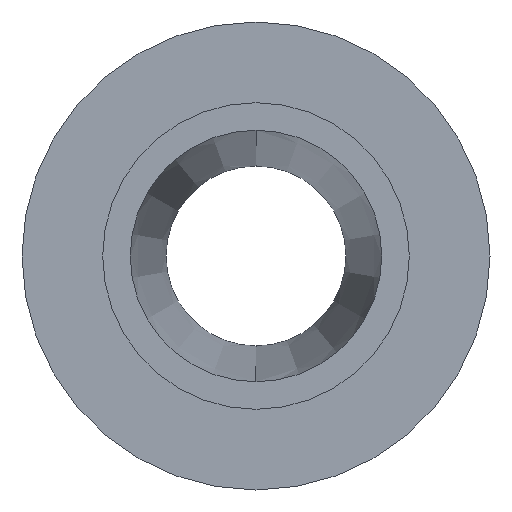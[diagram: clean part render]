
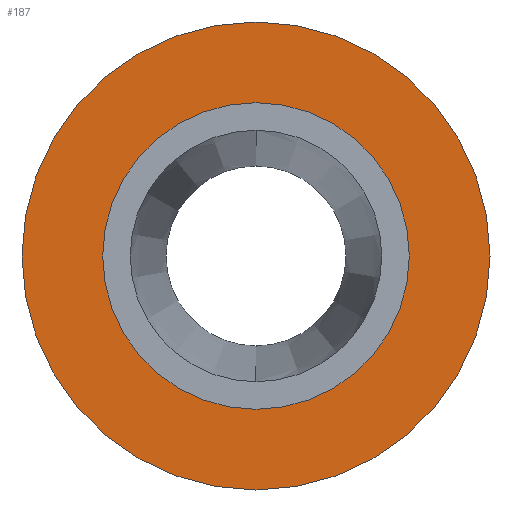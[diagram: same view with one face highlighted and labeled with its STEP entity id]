
A CAD part, left-side view. The second image highlights one B-rep face of the part: STEP entity #187.
In plain terms, the highlighted planar face has unit normal (-1, 0, 0).
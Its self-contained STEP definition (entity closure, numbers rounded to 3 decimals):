
#3 = CARTESIAN_POINT ( 'NONE',  ( 0., 0., 0. ) ) ;
#5 = DIRECTION ( 'NONE',  ( 1., 0., 0. ) ) ;
#54 = DIRECTION ( 'NONE',  ( 0., 0., 1. ) ) ;
#63 = CIRCLE ( 'NONE', #119, 20. ) ;
#73 = DIRECTION ( 'NONE',  ( 0., 0., 1. ) ) ;
#119 = AXIS2_PLACEMENT_3D ( 'NONE', #482, #129, #553 ) ;
#129 = DIRECTION ( 'NONE',  ( -1., 0., 0. ) ) ;
#141 = CARTESIAN_POINT ( 'NONE',  ( 0., 0., -13.1 ) ) ;
#164 = CARTESIAN_POINT ( 'NONE',  ( 0., 0., -20. ) ) ;
#171 = DIRECTION ( 'NONE',  ( 0., 0., -1. ) ) ;
#187 = ADVANCED_FACE ( 'NONE', ( #590, #576 ), #207, .F. ) ;
#189 = AXIS2_PLACEMENT_3D ( 'NONE', #726, #334, #596 ) ;
#207 = PLANE ( 'NONE',  #447 ) ;
#208 = AXIS2_PLACEMENT_3D ( 'NONE', #3, #371, #54 ) ;
#248 = CARTESIAN_POINT ( 'NONE',  ( 0., 0., 0. ) ) ;
#256 = CIRCLE ( 'NONE', #189, 13.1 ) ;
#271 = EDGE_LOOP ( 'NONE', ( #382, #282 ) ) ;
#276 = EDGE_CURVE ( 'NONE', #731, #295, #549, .T. ) ;
#282 = ORIENTED_EDGE ( 'NONE', *, *, #588, .F. ) ;
#295 = VERTEX_POINT ( 'NONE', #164 ) ;
#324 = CIRCLE ( 'NONE', #208, 13.1 ) ;
#334 = DIRECTION ( 'NONE',  ( -1., 0., 0. ) ) ;
#351 = EDGE_LOOP ( 'NONE', ( #693, #372 ) ) ;
#371 = DIRECTION ( 'NONE',  ( -1., 0., 0. ) ) ;
#372 = ORIENTED_EDGE ( 'NONE', *, *, #718, .T. ) ;
#382 = ORIENTED_EDGE ( 'NONE', *, *, #615, .F. ) ;
#404 = DIRECTION ( 'NONE',  ( -1., 0., 0. ) ) ;
#430 = AXIS2_PLACEMENT_3D ( 'NONE', #248, #404, #73 ) ;
#439 = VERTEX_POINT ( 'NONE', #630 ) ;
#447 = AXIS2_PLACEMENT_3D ( 'NONE', #508, #5, #171 ) ;
#482 = CARTESIAN_POINT ( 'NONE',  ( 0., 0., 0. ) ) ;
#508 = CARTESIAN_POINT ( 'NONE',  ( 0., 13.1, 0. ) ) ;
#540 = CARTESIAN_POINT ( 'NONE',  ( 0., 0., 20. ) ) ;
#549 = CIRCLE ( 'NONE', #430, 20. ) ;
#553 = DIRECTION ( 'NONE',  ( 0., 0., 1. ) ) ;
#576 = FACE_OUTER_BOUND ( 'NONE', #351, .T. ) ;
#588 = EDGE_CURVE ( 'NONE', #619, #439, #324, .T. ) ;
#590 = FACE_BOUND ( 'NONE', #271, .T. ) ;
#596 = DIRECTION ( 'NONE',  ( 0., 0., 1. ) ) ;
#615 = EDGE_CURVE ( 'NONE', #439, #619, #256, .T. ) ;
#619 = VERTEX_POINT ( 'NONE', #141 ) ;
#630 = CARTESIAN_POINT ( 'NONE',  ( 0., 0., 13.1 ) ) ;
#693 = ORIENTED_EDGE ( 'NONE', *, *, #276, .T. ) ;
#718 = EDGE_CURVE ( 'NONE', #295, #731, #63, .T. ) ;
#726 = CARTESIAN_POINT ( 'NONE',  ( 0., 0., 0. ) ) ;
#731 = VERTEX_POINT ( 'NONE', #540 ) ;
